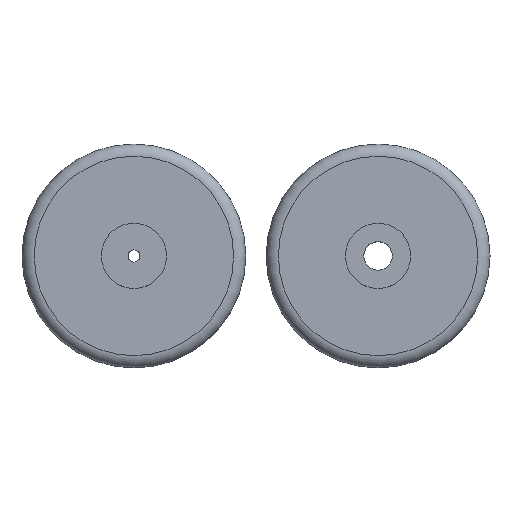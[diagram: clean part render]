
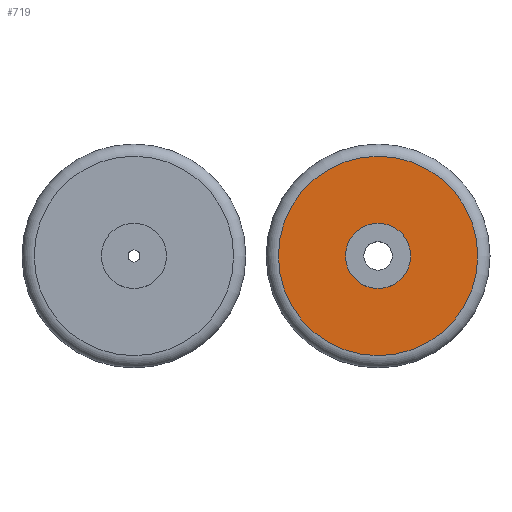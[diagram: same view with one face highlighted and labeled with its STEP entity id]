
A CAD part, top view. The second image highlights one B-rep face of the part: STEP entity #719.
In plain terms, the highlighted planar face has unit normal (0, 0, 1).
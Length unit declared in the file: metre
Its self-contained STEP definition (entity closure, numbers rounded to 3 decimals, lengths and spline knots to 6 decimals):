
#118=ORIENTED_EDGE('',*,*,#248,.T.);
#119=ORIENTED_EDGE('',*,*,#249,.T.);
#248=EDGE_CURVE('',#322,#322,#390,.T.);
#249=EDGE_CURVE('',#323,#323,#391,.F.);
#322=VERTEX_POINT('',#1233);
#323=VERTEX_POINT('',#1235);
#390=CIRCLE('',#829,0.0245);
#391=CIRCLE('',#830,0.008);
#464=EDGE_LOOP('',(#118));
#465=EDGE_LOOP('',(#119));
#584=FACE_BOUND('',#464,.T.);
#585=FACE_BOUND('',#465,.T.);
#675=PLANE('',#828);
#719=ADVANCED_FACE('',(#584,#585),#675,.T.);
#828=AXIS2_PLACEMENT_3D('',#1231,#992,#993);
#829=AXIS2_PLACEMENT_3D('',#1232,#994,#995);
#830=AXIS2_PLACEMENT_3D('',#1234,#996,#997);
#992=DIRECTION('',(0.,0.,1.));
#993=DIRECTION('',(-1.,0.,0.));
#994=DIRECTION('',(0.,0.,1.));
#995=DIRECTION('',(1.,0.,0.));
#996=DIRECTION('',(0.,0.,1.));
#997=DIRECTION('',(1.,0.,0.));
#1231=CARTESIAN_POINT('',(0.,0.,0.01));
#1232=CARTESIAN_POINT('',(0.03,0.,0.01));
#1233=CARTESIAN_POINT('',(0.0545,0.,0.01));
#1234=CARTESIAN_POINT('',(0.03,0.,0.01));
#1235=CARTESIAN_POINT('',(0.038,0.,0.01));
